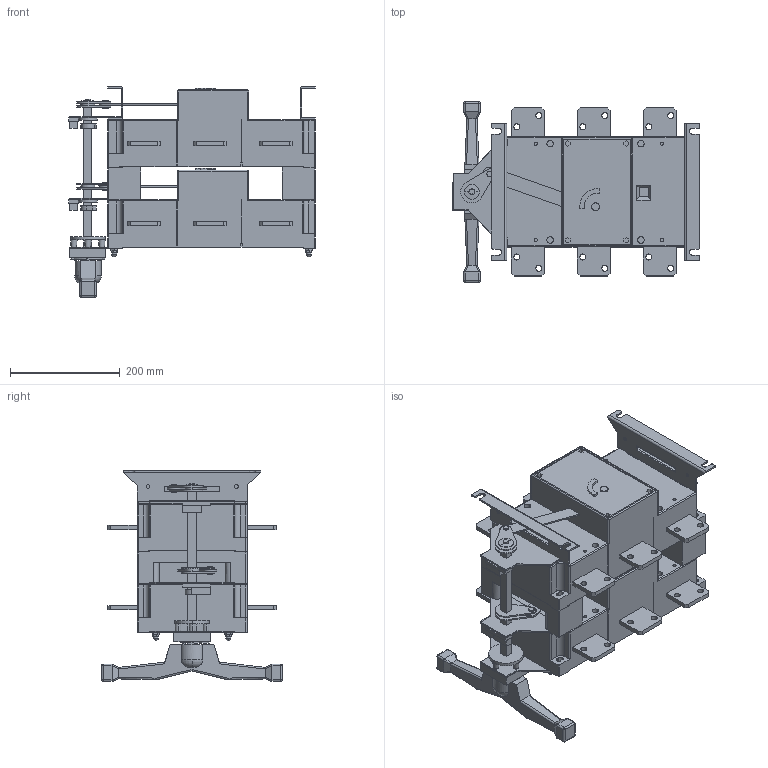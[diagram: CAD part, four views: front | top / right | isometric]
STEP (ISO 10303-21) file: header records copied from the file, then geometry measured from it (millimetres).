
FILE_DESCRIPTION (( 'STEP AP203' ), '1' );
FILE_NAME ('pscs-1000-3.ÃÌ Ðóáèëüíèê-ïåðåêëþ÷àòåëü 1000A 3P c ðóêîÿòêîé óïðàâëåíèÿ äëÿ ïðÿìîé óñòàíîâêè PowerSwitch EKF.STEP', '2025-04-07T05:59:06', ( '' ), ( '' ), 'SwSTEP 2.0', 'SolidWorks 2021', '' );
FILE_SCHEMA (( 'CONFIG_CONTROL_DESIGN' ));
Length unit declared in the file: millimetre
Products named in the file (1): pscs-1000-3.ÃÌ Ðóáèëüíèê-ïåðåêëþ÷àòåëü 1000A 3P c ðóêîÿòêîé óïðàâëåíèÿ äëÿ ïðÿìîé óñòàíîâêè PowerSwitch EKF
Bounding box: 449 x 329 x 383.5 mm (x, y, z)
Volume: 16792710.8 mm3; surface area: 1145053 mm2
Topology: 12 solids, 12 shells, 1361 faces, 3486 edges, 2239 vertices
Faces by surface type: plane 899, cylinder 400, sphere 34, torus 20, cone 8
Entity records: 41220 total; most frequent: CARTESIAN_POINT 7581, ORIENTED_EDGE 6908, DIRECTION 6905, EDGE_CURVE 3454, VECTOR 2579, LINE 2579, VERTEX_POINT 2239, AXIS2_PLACEMENT_3D 2163
